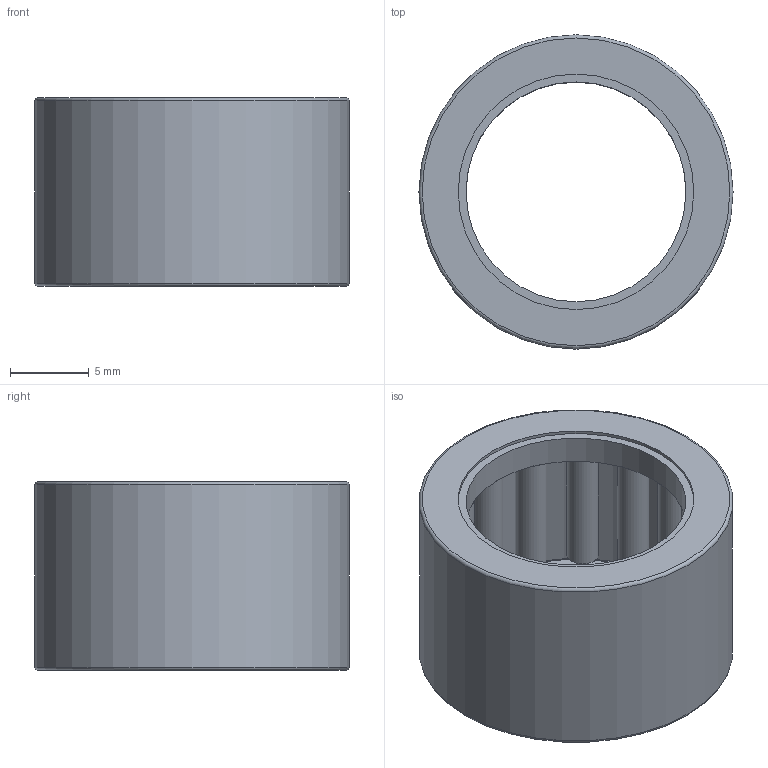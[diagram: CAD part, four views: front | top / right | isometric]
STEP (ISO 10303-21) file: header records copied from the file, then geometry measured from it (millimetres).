
FILE_DESCRIPTION(/* description */ ('STEP AP203'),/* implementation_level */ '2;1');
FILE_NAME(/* name */ '5905K75_Needle-Roller Bearing v1.step',/* time_stamp */ '2025-10-23T12:45:01-04:00',/* author */ (''),/* organization */ (''),/* preprocessor_version */ 'ST-DEVELOPER v20.1',/* originating_system */ 'Autodesk Translation Framework v14.17.0.0',/* authorisation */ '');
FILE_SCHEMA (('AUTOMOTIVE_DESIGN { 1 0 10303 214 3 1 1 }'));
Length unit declared in the file: inch
Products named in the file (1): 5905K75_Needle-Roller Bearing
Bounding box: 20 x 20 x 12 mm (x, y, z)
Volume: 1335.6 mm3; surface area: 3524.7 mm2
Topology: 33 solids, 33 shells, 123 faces, 164 edges, 109 vertices
Faces by surface type: plane 68, cylinder 53, torus 2
Full cylindrical faces by diameter (mm): 0.5 x30, 2 x15, 14 x2, 15 x4, 18 x1, 20 x1
Entity records: 2676 total; most frequent: DIRECTION 523, CARTESIAN_POINT 397, ORIENTED_EDGE 328, AXIS2_PLACEMENT_3D 235, EDGE_CURVE 164, EDGE_LOOP 161, FACE_OUTER_BOUND 123, ADVANCED_FACE 123
